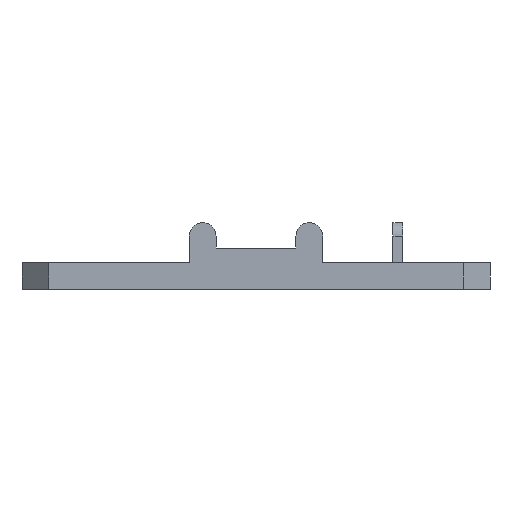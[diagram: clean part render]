
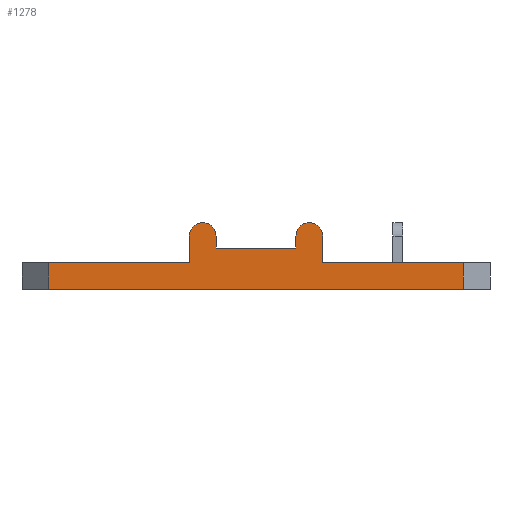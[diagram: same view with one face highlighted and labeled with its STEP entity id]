
A CAD part, front view. The second image highlights one B-rep face of the part: STEP entity #1278.
In plain terms, the highlighted planar face has unit normal (0, -1, 0).
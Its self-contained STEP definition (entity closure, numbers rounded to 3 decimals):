
#13 = ORIENTED_EDGE ( 'NONE', *, *, #2823, .T. ) ;
#23 = EDGE_CURVE ( 'NONE', #2623, #3014, #1558, .T. ) ;
#76 = VERTEX_POINT ( 'NONE', #820 ) ;
#84 = CARTESIAN_POINT ( 'NONE',  ( 20., -83., 20. ) ) ;
#89 = DIRECTION ( 'NONE',  ( 0., 1., 0. ) ) ;
#102 = ORIENTED_EDGE ( 'NONE', *, *, #23, .F. ) ;
#163 = DIRECTION ( 'NONE',  ( 0., 0., -1. ) ) ;
#165 = CIRCLE ( 'NONE', #1882, 5. ) ;
#172 = CARTESIAN_POINT ( 'NONE',  ( -15., -83., 20. ) ) ;
#176 = VERTEX_POINT ( 'NONE', #1149 ) ;
#230 = CARTESIAN_POINT ( 'NONE',  ( 15., -83., 15.5 ) ) ;
#248 = DIRECTION ( 'NONE',  ( 0., -1., 0. ) ) ;
#251 = EDGE_CURVE ( 'NONE', #2766, #554, #652, .T. ) ;
#318 = DIRECTION ( 'NONE',  ( 0., 0., 1. ) ) ;
#320 = VERTEX_POINT ( 'NONE', #3002 ) ;
#323 = ORIENTED_EDGE ( 'NONE', *, *, #2878, .F. ) ;
#329 = DIRECTION ( 'NONE',  ( 0., -1., 0. ) ) ;
#355 = CARTESIAN_POINT ( 'NONE',  ( 25., -83., 10. ) ) ;
#380 = VECTOR ( 'NONE', #850, 1000. ) ;
#401 = CIRCLE ( 'NONE', #548, 5. ) ;
#454 = AXIS2_PLACEMENT_3D ( 'NONE', #84, #832, #2450 ) ;
#458 = CARTESIAN_POINT ( 'NONE',  ( 77.753, -83., 10. ) ) ;
#492 = ORIENTED_EDGE ( 'NONE', *, *, #1232, .T. ) ;
#512 = LINE ( 'NONE', #1455, #1216 ) ;
#516 = DIRECTION ( 'NONE',  ( 0., 0., 1. ) ) ;
#543 = CARTESIAN_POINT ( 'NONE',  ( 25., -83., 10. ) ) ;
#548 = AXIS2_PLACEMENT_3D ( 'NONE', #565, #2459, #1505 ) ;
#550 = CARTESIAN_POINT ( 'NONE',  ( 20., -83., 25. ) ) ;
#553 = DIRECTION ( 'NONE',  ( 0., 0., 1. ) ) ;
#554 = VERTEX_POINT ( 'NONE', #688 ) ;
#559 = CARTESIAN_POINT ( 'NONE',  ( -20., -83., 20. ) ) ;
#562 = PLANE ( 'NONE',  #1185 ) ;
#565 = CARTESIAN_POINT ( 'NONE',  ( 20., -83., 20. ) ) ;
#573 = ORIENTED_EDGE ( 'NONE', *, *, #251, .F. ) ;
#625 = VECTOR ( 'NONE', #163, 1000. ) ;
#636 = EDGE_CURVE ( 'NONE', #3014, #176, #512, .T. ) ;
#652 = LINE ( 'NONE', #2481, #380 ) ;
#688 = CARTESIAN_POINT ( 'NONE',  ( -25., -83., 20. ) ) ;
#710 = CARTESIAN_POINT ( 'NONE',  ( -15., -83., 15.5 ) ) ;
#755 = CARTESIAN_POINT ( 'NONE',  ( -55., -83., 10. ) ) ;
#771 = EDGE_CURVE ( 'NONE', #2605, #2947, #901, .T. ) ;
#786 = AXIS2_PLACEMENT_3D ( 'NONE', #2357, #248, #318 ) ;
#801 = ORIENTED_EDGE ( 'NONE', *, *, #947, .T. ) ;
#820 = CARTESIAN_POINT ( 'NONE',  ( -77.753, -83., 10. ) ) ;
#832 = DIRECTION ( 'NONE',  ( 0., -1., 0. ) ) ;
#850 = DIRECTION ( 'NONE',  ( 0., 0., 1. ) ) ;
#894 = VECTOR ( 'NONE', #1017, 1000. ) ;
#898 = VECTOR ( 'NONE', #3026, 1000. ) ;
#901 = CIRCLE ( 'NONE', #454, 5. ) ;
#925 = EDGE_CURVE ( 'NONE', #1639, #2947, #2664, .T. ) ;
#941 = ORIENTED_EDGE ( 'NONE', *, *, #925, .F. ) ;
#947 = EDGE_CURVE ( 'NONE', #2623, #2605, #401, .T. ) ;
#949 = VECTOR ( 'NONE', #2339, 1000. ) ;
#957 = VECTOR ( 'NONE', #1155, 1000. ) ;
#975 = ORIENTED_EDGE ( 'NONE', *, *, #636, .F. ) ;
#993 = ORIENTED_EDGE ( 'NONE', *, *, #771, .T. ) ;
#1014 = DIRECTION ( 'NONE',  ( 1., 0., 0. ) ) ;
#1017 = DIRECTION ( 'NONE',  ( 1., 0., 0. ) ) ;
#1060 = CARTESIAN_POINT ( 'NONE',  ( -20., -83., 25. ) ) ;
#1086 = CIRCLE ( 'NONE', #786, 5. ) ;
#1105 = CARTESIAN_POINT ( 'NONE',  ( -25., -83., 10. ) ) ;
#1149 = CARTESIAN_POINT ( 'NONE',  ( 77.753, -83., 10. ) ) ;
#1155 = DIRECTION ( 'NONE',  ( 1., 0., 0. ) ) ;
#1160 = ORIENTED_EDGE ( 'NONE', *, *, #2940, .T. ) ;
#1185 = AXIS2_PLACEMENT_3D ( 'NONE', #755, #89, #2183 ) ;
#1195 = LINE ( 'NONE', #2569, #949 ) ;
#1216 = VECTOR ( 'NONE', #1737, 1000. ) ;
#1232 = EDGE_CURVE ( 'NONE', #2333, #1467, #1086, .T. ) ;
#1252 = CARTESIAN_POINT ( 'NONE',  ( -77.753, -83., 0. ) ) ;
#1257 = CARTESIAN_POINT ( 'NONE',  ( -55., -83., 0. ) ) ;
#1272 = EDGE_CURVE ( 'NONE', #1777, #320, #1934, .T. ) ;
#1278 = ADVANCED_FACE ( 'NONE', ( #1915 ), #562, .F. ) ;
#1455 = CARTESIAN_POINT ( 'NONE',  ( -55., -83., 10. ) ) ;
#1467 = VERTEX_POINT ( 'NONE', #1060 ) ;
#1505 = DIRECTION ( 'NONE',  ( 0., 0., 1. ) ) ;
#1533 = VECTOR ( 'NONE', #2554, 1000. ) ;
#1538 = EDGE_CURVE ( 'NONE', #320, #176, #2073, .T. ) ;
#1558 = LINE ( 'NONE', #355, #625 ) ;
#1586 = ORIENTED_EDGE ( 'NONE', *, *, #1538, .T. ) ;
#1604 = EDGE_CURVE ( 'NONE', #2333, #1745, #1195, .T. ) ;
#1639 = VERTEX_POINT ( 'NONE', #230 ) ;
#1667 = LINE ( 'NONE', #710, #957 ) ;
#1737 = DIRECTION ( 'NONE',  ( 1., 0., 0. ) ) ;
#1745 = VERTEX_POINT ( 'NONE', #1911 ) ;
#1750 = EDGE_CURVE ( 'NONE', #76, #2766, #2383, .T. ) ;
#1777 = VERTEX_POINT ( 'NONE', #1252 ) ;
#1882 = AXIS2_PLACEMENT_3D ( 'NONE', #559, #329, #516 ) ;
#1911 = CARTESIAN_POINT ( 'NONE',  ( -15., -83., 15.5 ) ) ;
#1915 = FACE_OUTER_BOUND ( 'NONE', #2801, .T. ) ;
#1934 = LINE ( 'NONE', #1257, #894 ) ;
#2071 = VECTOR ( 'NONE', #1014, 1000. ) ;
#2073 = LINE ( 'NONE', #458, #898 ) ;
#2075 = CARTESIAN_POINT ( 'NONE',  ( -77.753, -83., 0. ) ) ;
#2183 = DIRECTION ( 'NONE',  ( 0., 0., 1. ) ) ;
#2333 = VERTEX_POINT ( 'NONE', #172 ) ;
#2339 = DIRECTION ( 'NONE',  ( 0., 0., -1. ) ) ;
#2357 = CARTESIAN_POINT ( 'NONE',  ( -20., -83., 20. ) ) ;
#2369 = ORIENTED_EDGE ( 'NONE', *, *, #1750, .F. ) ;
#2383 = LINE ( 'NONE', #2408, #2071 ) ;
#2398 = CARTESIAN_POINT ( 'NONE',  ( 15., -83., 20. ) ) ;
#2408 = CARTESIAN_POINT ( 'NONE',  ( -55., -83., 10. ) ) ;
#2450 = DIRECTION ( 'NONE',  ( 0., 0., 1. ) ) ;
#2459 = DIRECTION ( 'NONE',  ( 0., -1., 0. ) ) ;
#2481 = CARTESIAN_POINT ( 'NONE',  ( -25., -83., 10. ) ) ;
#2554 = DIRECTION ( 'NONE',  ( 0., 0., -1. ) ) ;
#2569 = CARTESIAN_POINT ( 'NONE',  ( -15., -83., 10. ) ) ;
#2589 = ORIENTED_EDGE ( 'NONE', *, *, #1272, .T. ) ;
#2605 = VERTEX_POINT ( 'NONE', #550 ) ;
#2623 = VERTEX_POINT ( 'NONE', #2943 ) ;
#2664 = LINE ( 'NONE', #2678, #2951 ) ;
#2678 = CARTESIAN_POINT ( 'NONE',  ( 15., -83., 10. ) ) ;
#2766 = VERTEX_POINT ( 'NONE', #1105 ) ;
#2795 = LINE ( 'NONE', #2075, #1533 ) ;
#2801 = EDGE_LOOP ( 'NONE', ( #2589, #1586, #975, #102, #801, #993, #941, #323, #2830, #492, #1160, #573, #2369, #13 ) ) ;
#2823 = EDGE_CURVE ( 'NONE', #76, #1777, #2795, .T. ) ;
#2830 = ORIENTED_EDGE ( 'NONE', *, *, #1604, .F. ) ;
#2878 = EDGE_CURVE ( 'NONE', #1745, #1639, #1667, .T. ) ;
#2940 = EDGE_CURVE ( 'NONE', #1467, #554, #165, .T. ) ;
#2943 = CARTESIAN_POINT ( 'NONE',  ( 25., -83., 20. ) ) ;
#2947 = VERTEX_POINT ( 'NONE', #2398 ) ;
#2951 = VECTOR ( 'NONE', #553, 1000. ) ;
#3002 = CARTESIAN_POINT ( 'NONE',  ( 77.753, -83., 0. ) ) ;
#3014 = VERTEX_POINT ( 'NONE', #543 ) ;
#3026 = DIRECTION ( 'NONE',  ( 0., 0., 1. ) ) ;
